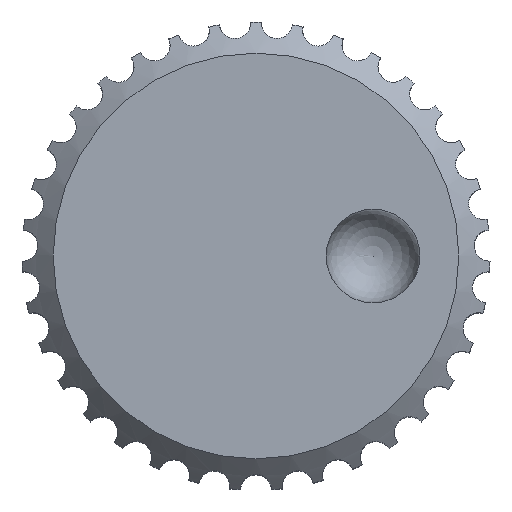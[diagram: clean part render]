
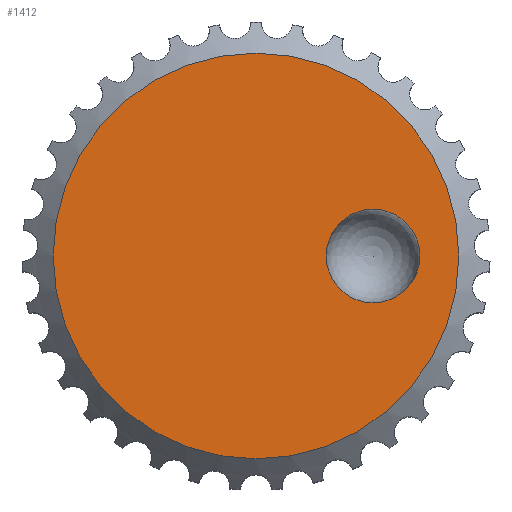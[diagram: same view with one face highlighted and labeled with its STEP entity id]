
A CAD part, top view. The second image highlights one B-rep face of the part: STEP entity #1412.
In plain terms, the highlighted planar face has unit normal (0, 0, 1).
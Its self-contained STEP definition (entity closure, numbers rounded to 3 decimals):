
#18=FACE_BOUND('',#175,.T.);
#21=PLANE('',#1600);
#97=FACE_OUTER_BOUND('',#174,.T.);
#174=EDGE_LOOP('',(#1264));
#175=EDGE_LOOP('',(#1265));
#282=CIRCLE('',#1594,1.5);
#284=CIRCLE('',#1597,6.5);
#609=VERTEX_POINT('',#3250);
#611=VERTEX_POINT('',#3255);
#825=EDGE_CURVE('',#609,#609,#282,.T.);
#827=EDGE_CURVE('',#611,#611,#284,.T.);
#1264=ORIENTED_EDGE('',*,*,#827,.F.);
#1265=ORIENTED_EDGE('',*,*,#825,.T.);
#1412=ADVANCED_FACE('',(#97,#18),#21,.T.);
#1594=AXIS2_PLACEMENT_3D('',#3251,#2032,#2033);
#1597=AXIS2_PLACEMENT_3D('',#3256,#2038,#2039);
#1600=AXIS2_PLACEMENT_3D('',#3260,#2045,#2046);
#2032=DIRECTION('center_axis',(0.,0.,
-1.));
#2033=DIRECTION('ref_axis',(0.,1.,0.));
#2038=DIRECTION('center_axis',(0.,0.,
-1.));
#2039=DIRECTION('ref_axis',(-1.,0.,0.));
#2045=DIRECTION('center_axis',(0.,0.,
1.));
#2046=DIRECTION('ref_axis',(-1.,0.,0.));
#3250=CARTESIAN_POINT('',(122.75,63.11,22.146));
#3251=CARTESIAN_POINT('Origin',(124.25,63.11,22.146));
#3255=CARTESIAN_POINT('',(127.,63.11,22.146));
#3256=CARTESIAN_POINT('Origin',(120.5,63.11,22.146));
#3260=CARTESIAN_POINT('Origin',(120.5,63.11,22.146));
